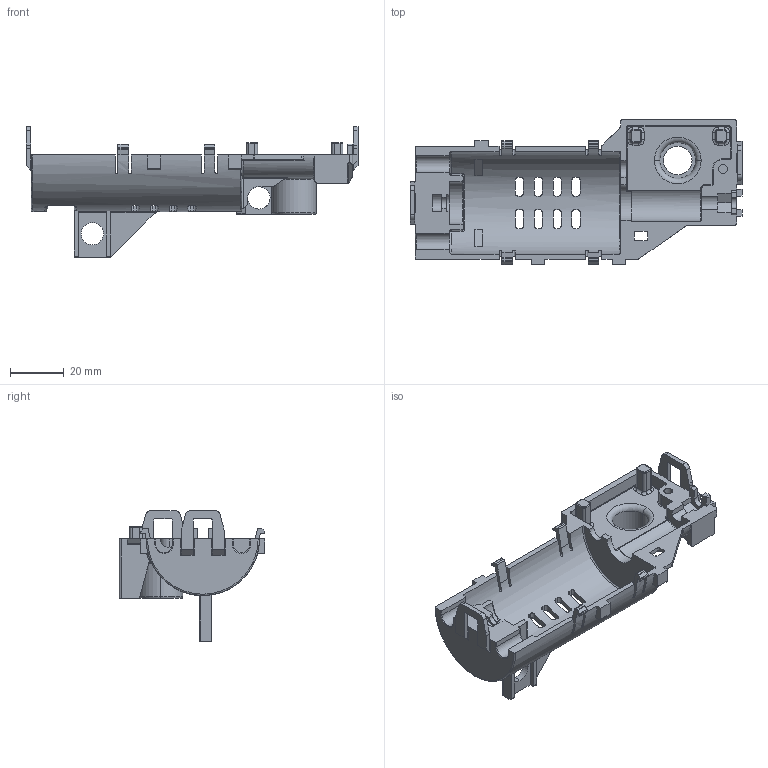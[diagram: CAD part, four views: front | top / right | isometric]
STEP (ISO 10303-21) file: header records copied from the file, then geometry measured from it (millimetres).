
FILE_DESCRIPTION (( 'STEP AP214' ), '1' );
FILE_NAME ('砐鋋睯縺1.STEP', '2018-01-17T11:21:02', ( '' ), ( '' ), 'SwSTEP 2.0', 'SolidWorks 2017', '' );
FILE_SCHEMA (( 'AUTOMOTIVE_DESIGN' ));
Length unit declared in the file: millimetre
Products named in the file (1): 砐鋋睯縺1
Bounding box: 123 x 54 x 48.5 mm (x, y, z)
Volume: 27537.4 mm3; surface area: 23032.4 mm2
Topology: 1 solids, 1 shells, 590 faces, 1615 edges, 1021 vertices
Faces by surface type: plane 247, cylinder 238, torus 68, bspline 24, sphere 11, cone 2
Entity records: 20395 total; most frequent: CARTESIAN_POINT 5415, ORIENTED_EDGE 3208, DIRECTION 3129, EDGE_CURVE 1604, AXIS2_PLACEMENT_3D 1132, VERTEX_POINT 1021, VECTOR 865, LINE 865
